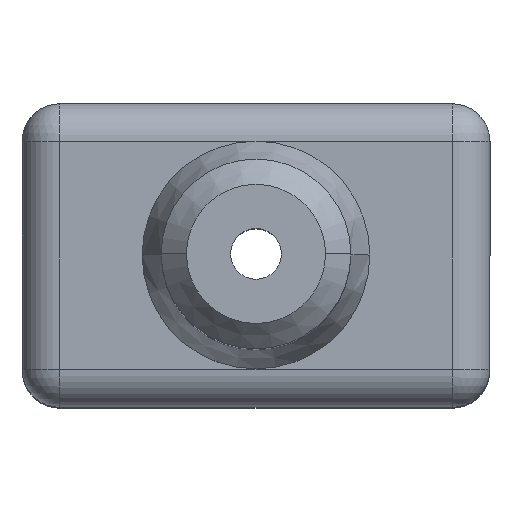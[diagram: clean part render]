
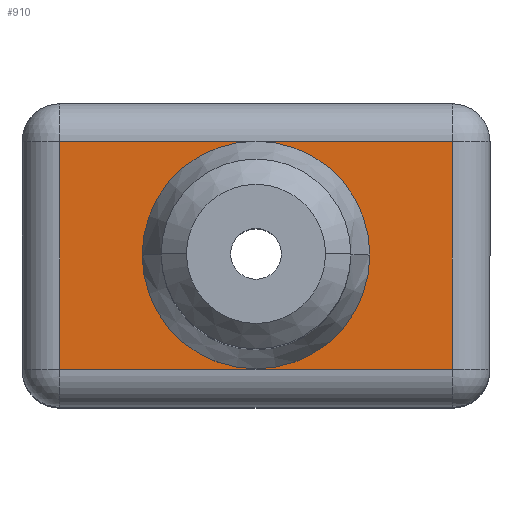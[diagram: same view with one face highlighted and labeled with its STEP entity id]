
A CAD part, top view. The second image highlights one B-rep face of the part: STEP entity #910.
In plain terms, the highlighted planar face has unit normal (0, 0, 1).
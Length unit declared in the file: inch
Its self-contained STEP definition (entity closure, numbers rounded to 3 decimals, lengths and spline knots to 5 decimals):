
#2 = DIRECTION ( 'NONE',  ( -1., 0., 0. ) ) ;
#4 = EDGE_LOOP ( 'NONE', ( #1203, #1772 ) ) ;
#120 = DIRECTION ( 'NONE',  ( 0., 0., -1. ) ) ;
#187 = EDGE_CURVE ( 'NONE', #1450, #474, #596, .T. ) ;
#191 = CARTESIAN_POINT ( 'NONE',  ( -0.155, 0.09, 0. ) ) ;
#213 = DIRECTION ( 'NONE',  ( 0., 0., 1. ) ) ;
#283 = CARTESIAN_POINT ( 'NONE',  ( 0.155, -0.09, 0. ) ) ;
#340 = CARTESIAN_POINT ( 'NONE',  ( -0.155, -0.09, 0. ) ) ;
#356 = CARTESIAN_POINT ( 'NONE',  ( -0.155, 0., 0. ) ) ;
#362 = DIRECTION ( 'NONE',  ( 0., 1., 0. ) ) ;
#385 = DIRECTION ( 'NONE',  ( 1., 0., 0. ) ) ;
#393 = EDGE_CURVE ( 'NONE', #1637, #1450, #1086, .T. ) ;
#399 = PLANE ( 'NONE',  #639 ) ;
#402 = CARTESIAN_POINT ( 'NONE',  ( 0., 0.09, 0. ) ) ;
#405 = VECTOR ( 'NONE', #362, 39.37008 ) ;
#421 = ORIENTED_EDGE ( 'NONE', *, *, #1754, .T. ) ;
#427 = VERTEX_POINT ( 'NONE', #1670 ) ;
#469 = DIRECTION ( 'NONE',  ( 1., 0., 0. ) ) ;
#474 = VERTEX_POINT ( 'NONE', #900 ) ;
#502 = DIRECTION ( 'NONE',  ( 1., 0., 0. ) ) ;
#596 = LINE ( 'NONE', #751, #405 ) ;
#639 = AXIS2_PLACEMENT_3D ( 'NONE', #1372, #120, #679 ) ;
#679 = DIRECTION ( 'NONE',  ( -1., 0., 0. ) ) ;
#700 = ORIENTED_EDGE ( 'NONE', *, *, #1460, .T. ) ;
#751 = CARTESIAN_POINT ( 'NONE',  ( 0.155, 0., 0. ) ) ;
#794 = LINE ( 'NONE', #356, #945 ) ;
#865 = CARTESIAN_POINT ( 'NONE',  ( 0., 0., 0. ) ) ;
#900 = CARTESIAN_POINT ( 'NONE',  ( 0.155, 0.09, 0. ) ) ;
#910 = ADVANCED_FACE ( 'NONE', ( #1363, #1778 ), #399, .F. ) ;
#945 = VECTOR ( 'NONE', #1462, 39.37008 ) ;
#970 = VECTOR ( 'NONE', #2, 39.37008 ) ;
#975 = AXIS2_PLACEMENT_3D ( 'NONE', #865, #1716, #469 ) ;
#976 = ORIENTED_EDGE ( 'NONE', *, *, #393, .T. ) ;
#1008 = CIRCLE ( 'NONE', #975, 0.075 ) ;
#1032 = CIRCLE ( 'NONE', #1302, 0.075 ) ;
#1086 = LINE ( 'NONE', #1095, #1243 ) ;
#1095 = CARTESIAN_POINT ( 'NONE',  ( 0., -0.09, 0. ) ) ;
#1134 = VERTEX_POINT ( 'NONE', #191 ) ;
#1203 = ORIENTED_EDGE ( 'NONE', *, *, #1634, .F. ) ;
#1243 = VECTOR ( 'NONE', #502, 39.37008 ) ;
#1252 = LINE ( 'NONE', #402, #970 ) ;
#1302 = AXIS2_PLACEMENT_3D ( 'NONE', #1741, #213, #385 ) ;
#1328 = VERTEX_POINT ( 'NONE', #1786 ) ;
#1363 = FACE_OUTER_BOUND ( 'NONE', #1565, .T. ) ;
#1372 = CARTESIAN_POINT ( 'NONE',  ( 0., 0., 0. ) ) ;
#1450 = VERTEX_POINT ( 'NONE', #283 ) ;
#1460 = EDGE_CURVE ( 'NONE', #474, #1134, #1252, .T. ) ;
#1462 = DIRECTION ( 'NONE',  ( 0., -1., 0. ) ) ;
#1565 = EDGE_LOOP ( 'NONE', ( #421, #976, #1685, #700 ) ) ;
#1634 = EDGE_CURVE ( 'NONE', #1328, #427, #1008, .T. ) ;
#1637 = VERTEX_POINT ( 'NONE', #340 ) ;
#1670 = CARTESIAN_POINT ( 'NONE',  ( 0.075, 0., 0. ) ) ;
#1680 = EDGE_CURVE ( 'NONE', #427, #1328, #1032, .T. ) ;
#1685 = ORIENTED_EDGE ( 'NONE', *, *, #187, .T. ) ;
#1716 = DIRECTION ( 'NONE',  ( 0., 0., 1. ) ) ;
#1741 = CARTESIAN_POINT ( 'NONE',  ( 0., 0., 0. ) ) ;
#1754 = EDGE_CURVE ( 'NONE', #1134, #1637, #794, .T. ) ;
#1772 = ORIENTED_EDGE ( 'NONE', *, *, #1680, .F. ) ;
#1778 = FACE_BOUND ( 'NONE', #4, .T. ) ;
#1786 = CARTESIAN_POINT ( 'NONE',  ( -0.075, 0., 0. ) ) ;
